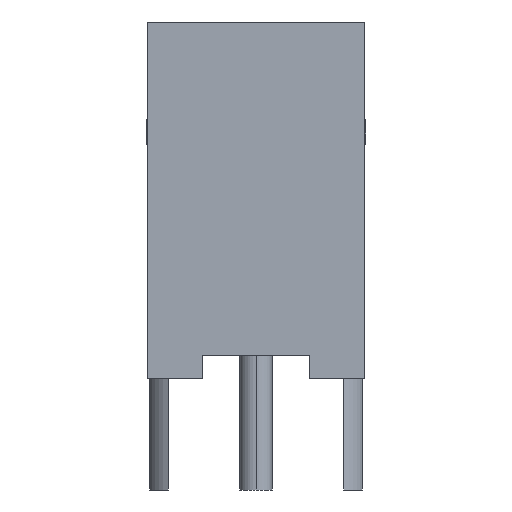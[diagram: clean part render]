
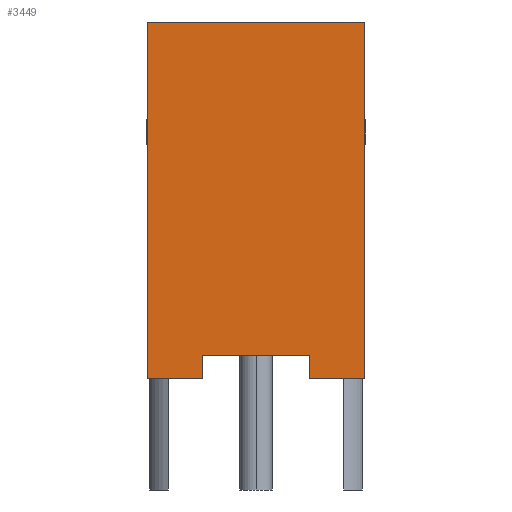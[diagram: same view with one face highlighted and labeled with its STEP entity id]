
A CAD part, left-side view. The second image highlights one B-rep face of the part: STEP entity #3449.
In plain terms, the highlighted planar face has unit normal (-1, 0, 0).
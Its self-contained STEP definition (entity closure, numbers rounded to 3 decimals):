
#146 = LINE ( 'NONE', #4098, #2404 ) ;
#245 = DIRECTION ( 'NONE',  ( 0., 0., -1. ) ) ;
#299 = EDGE_CURVE ( 'NONE', #2669, #1282, #1922, .T. ) ;
#342 = ORIENTED_EDGE ( 'NONE', *, *, #299, .F. ) ;
#500 = DIRECTION ( 'NONE',  ( 0., 1., 0. ) ) ;
#745 = AXIS2_PLACEMENT_3D ( 'NONE', #3526, #1718, #245 ) ;
#800 = LINE ( 'NONE', #2240, #4220 ) ;
#822 = CARTESIAN_POINT ( 'NONE',  ( -3.15, 1.55, 0. ) ) ;
#824 = EDGE_CURVE ( 'NONE', #1282, #1662, #1916, .T. ) ;
#826 = DIRECTION ( 'NONE',  ( 0., 0., 1. ) ) ;
#838 = CARTESIAN_POINT ( 'NONE',  ( -3.15, 0., 0.67 ) ) ;
#937 = VERTEX_POINT ( 'NONE', #1284 ) ;
#1000 = FACE_OUTER_BOUND ( 'NONE', #3953, .T. ) ;
#1059 = LINE ( 'NONE', #2515, #3025 ) ;
#1190 = EDGE_CURVE ( 'NONE', #1662, #3923, #800, .T. ) ;
#1194 = LINE ( 'NONE', #3630, #1869 ) ;
#1282 = VERTEX_POINT ( 'NONE', #3053 ) ;
#1284 = CARTESIAN_POINT ( 'NONE',  ( -3.15, 3.15, 10.3 ) ) ;
#1662 = VERTEX_POINT ( 'NONE', #822 ) ;
#1699 = CARTESIAN_POINT ( 'NONE',  ( -3.15, -3.15, 0.67 ) ) ;
#1718 = DIRECTION ( 'NONE',  ( 1., 0., 0. ) ) ;
#1869 = VECTOR ( 'NONE', #4393, 1000. ) ;
#1879 = CARTESIAN_POINT ( 'NONE',  ( -3.15, -1.55, 0. ) ) ;
#1916 = LINE ( 'NONE', #3036, #2318 ) ;
#1922 = LINE ( 'NONE', #838, #2391 ) ;
#1973 = ORIENTED_EDGE ( 'NONE', *, *, #3760, .F. ) ;
#2138 = EDGE_CURVE ( 'NONE', #3878, #2669, #146, .T. ) ;
#2165 = CARTESIAN_POINT ( 'NONE',  ( -3.15, -1.55, 0.67 ) ) ;
#2240 = CARTESIAN_POINT ( 'NONE',  ( -3.15, 0., 0. ) ) ;
#2243 = ORIENTED_EDGE ( 'NONE', *, *, #3962, .T. ) ;
#2256 = EDGE_CURVE ( 'NONE', #3445, #3878, #1194, .T. ) ;
#2303 = CARTESIAN_POINT ( 'NONE',  ( -3.15, 3.15, 0. ) ) ;
#2318 = VECTOR ( 'NONE', #3341, 1000. ) ;
#2391 = VECTOR ( 'NONE', #3789, 1000. ) ;
#2404 = VECTOR ( 'NONE', #826, 1000. ) ;
#2447 = LINE ( 'NONE', #1699, #2788 ) ;
#2457 = ORIENTED_EDGE ( 'NONE', *, *, #4180, .F. ) ;
#2515 = CARTESIAN_POINT ( 'NONE',  ( -3.15, 3.15, 10.3 ) ) ;
#2617 = DIRECTION ( 'NONE',  ( 0., 0., -1. ) ) ;
#2658 = VERTEX_POINT ( 'NONE', #2749 ) ;
#2669 = VERTEX_POINT ( 'NONE', #2165 ) ;
#2749 = CARTESIAN_POINT ( 'NONE',  ( -3.15, -3.15, 10.3 ) ) ;
#2773 = ORIENTED_EDGE ( 'NONE', *, *, #2138, .F. ) ;
#2788 = VECTOR ( 'NONE', #3203, 1000. ) ;
#2948 = CARTESIAN_POINT ( 'NONE',  ( -3.15, 3.15, 0.67 ) ) ;
#3025 = VECTOR ( 'NONE', #3541, 1000. ) ;
#3036 = CARTESIAN_POINT ( 'NONE',  ( -3.15, 1.55, 0.67 ) ) ;
#3050 = ORIENTED_EDGE ( 'NONE', *, *, #1190, .F. ) ;
#3053 = CARTESIAN_POINT ( 'NONE',  ( -3.15, 1.55, 0.67 ) ) ;
#3203 = DIRECTION ( 'NONE',  ( 0., 0., -1. ) ) ;
#3341 = DIRECTION ( 'NONE',  ( 0., 0., -1. ) ) ;
#3445 = VERTEX_POINT ( 'NONE', #4635 ) ;
#3449 = ADVANCED_FACE ( 'NONE', ( #1000 ), #3884, .F. ) ;
#3526 = CARTESIAN_POINT ( 'NONE',  ( -3.15, 3.15, 0.67 ) ) ;
#3541 = DIRECTION ( 'NONE',  ( 0., -1., 0. ) ) ;
#3630 = CARTESIAN_POINT ( 'NONE',  ( -3.15, 3.15, 0. ) ) ;
#3726 = LINE ( 'NONE', #2948, #4311 ) ;
#3760 = EDGE_CURVE ( 'NONE', #937, #2658, #1059, .T. ) ;
#3789 = DIRECTION ( 'NONE',  ( 0., 1., 0. ) ) ;
#3878 = VERTEX_POINT ( 'NONE', #1879 ) ;
#3884 = PLANE ( 'NONE',  #745 ) ;
#3923 = VERTEX_POINT ( 'NONE', #2303 ) ;
#3953 = EDGE_LOOP ( 'NONE', ( #2773, #4410, #2457, #1973, #2243, #3050, #3960, #342 ) ) ;
#3960 = ORIENTED_EDGE ( 'NONE', *, *, #824, .F. ) ;
#3962 = EDGE_CURVE ( 'NONE', #937, #3923, #3726, .T. ) ;
#4098 = CARTESIAN_POINT ( 'NONE',  ( -3.15, -1.55, 0.67 ) ) ;
#4180 = EDGE_CURVE ( 'NONE', #2658, #3445, #2447, .T. ) ;
#4220 = VECTOR ( 'NONE', #500, 1000. ) ;
#4311 = VECTOR ( 'NONE', #2617, 1000. ) ;
#4393 = DIRECTION ( 'NONE',  ( 0., 1., 0. ) ) ;
#4410 = ORIENTED_EDGE ( 'NONE', *, *, #2256, .F. ) ;
#4635 = CARTESIAN_POINT ( 'NONE',  ( -3.15, -3.15, 0. ) ) ;
